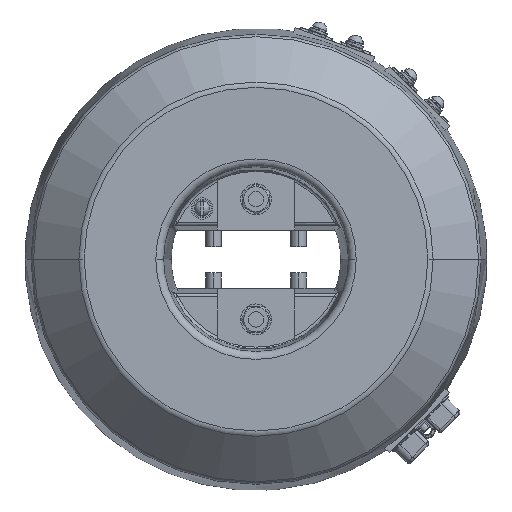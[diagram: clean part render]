
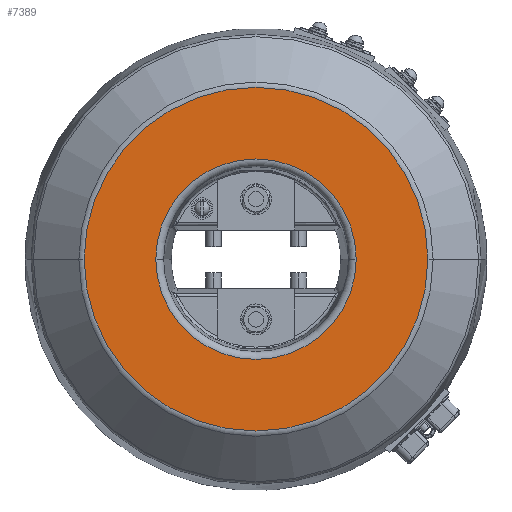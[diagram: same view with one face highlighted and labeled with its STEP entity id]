
A CAD part, top view. The second image highlights one B-rep face of the part: STEP entity #7389.
In plain terms, the highlighted planar face has unit normal (0, 0, 1).
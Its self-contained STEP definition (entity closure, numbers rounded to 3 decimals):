
#2518 = EDGE_CURVE ( 'NONE', #18765, #18758, #6213, .T. ) ;
#2533 = EDGE_CURVE ( 'NONE', #18715, #18743, #6182, .T. ) ;
#2669 = EDGE_CURVE ( 'NONE', #18743, #18715, #6433, .T. ) ;
#2677 = EDGE_CURVE ( 'NONE', #18758, #18765, #6425, .T. ) ;
#2871 = AXIS2_PLACEMENT_3D ( 'NONE', #20046, #20081, #20084 ) ;
#2883 = AXIS2_PLACEMENT_3D ( 'NONE', #20379, #20394, #20396 ) ;
#2940 = AXIS2_PLACEMENT_3D ( 'NONE', #13540, #13497, #13527 ) ;
#2980 = AXIS2_PLACEMENT_3D ( 'NONE', #13454, #13456, #13459 ) ;
#3405 = AXIS2_PLACEMENT_3D ( 'NONE', #7889, #7918, #7896 ) ;
#4251 = EDGE_LOOP ( 'NONE', ( #18559, #18536 ) ) ;
#4253 = EDGE_LOOP ( 'NONE', ( #18528, #18546 ) ) ;
#4673 = FACE_OUTER_BOUND ( 'NONE', #4253, .T. ) ;
#4675 = FACE_BOUND ( 'NONE', #4251, .T. ) ;
#6182 = CIRCLE ( 'NONE', #2871, 111.544 ) ;
#6213 = CIRCLE ( 'NONE', #2883, 65.025 ) ;
#6425 = CIRCLE ( 'NONE', #2940, 65.025 ) ;
#6433 = CIRCLE ( 'NONE', #2980, 111.544 ) ;
#7389 = ADVANCED_FACE ( 'NONE', ( #4673, #4675 ), #7880, .T. ) ;
#7880 = PLANE ( 'NONE',  #3405 ) ;
#7889 = CARTESIAN_POINT ( 'NONE',  ( 0., 0., 130. ) ) ;
#7896 = DIRECTION ( 'NONE',  ( 1., 0., 0. ) ) ;
#7918 = DIRECTION ( 'NONE',  ( 0., 0., 1. ) ) ;
#13454 = CARTESIAN_POINT ( 'NONE',  ( 0., 0., 130. ) ) ;
#13456 = DIRECTION ( 'NONE',  ( 0., 0., 1. ) ) ;
#13459 = DIRECTION ( 'NONE',  ( 1., 0., 0. ) ) ;
#13497 = DIRECTION ( 'NONE',  ( 0., 0., -1. ) ) ;
#13527 = DIRECTION ( 'NONE',  ( 1., 0., 0. ) ) ;
#13540 = CARTESIAN_POINT ( 'NONE',  ( 0., 0., 130. ) ) ;
#18528 = ORIENTED_EDGE ( 'NONE', *, *, #2669, .T. ) ;
#18536 = ORIENTED_EDGE ( 'NONE', *, *, #2677, .T. ) ;
#18546 = ORIENTED_EDGE ( 'NONE', *, *, #2533, .T. ) ;
#18559 = ORIENTED_EDGE ( 'NONE', *, *, #2518, .T. ) ;
#18715 = VERTEX_POINT ( 'NONE', #21018 ) ;
#18743 = VERTEX_POINT ( 'NONE', #21008 ) ;
#18758 = VERTEX_POINT ( 'NONE', #21020 ) ;
#18765 = VERTEX_POINT ( 'NONE', #21026 ) ;
#20046 = CARTESIAN_POINT ( 'NONE',  ( 0., 0., 130. ) ) ;
#20081 = DIRECTION ( 'NONE',  ( 0., 0., 1. ) ) ;
#20084 = DIRECTION ( 'NONE',  ( 1., 0., 0. ) ) ;
#20379 = CARTESIAN_POINT ( 'NONE',  ( 0., 0., 130. ) ) ;
#20394 = DIRECTION ( 'NONE',  ( 0., 0., -1. ) ) ;
#20396 = DIRECTION ( 'NONE',  ( 1., 0., 0. ) ) ;
#21008 = CARTESIAN_POINT ( 'NONE',  ( 111.544, 0., 130. ) ) ;
#21018 = CARTESIAN_POINT ( 'NONE',  ( -111.544, 0., 130. ) ) ;
#21020 = CARTESIAN_POINT ( 'NONE',  ( -65.025, 0., 130. ) ) ;
#21026 = CARTESIAN_POINT ( 'NONE',  ( 65.025, 0., 130. ) ) ;
